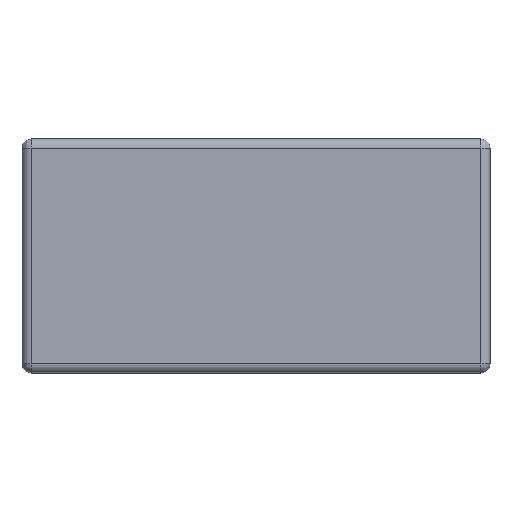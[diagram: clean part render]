
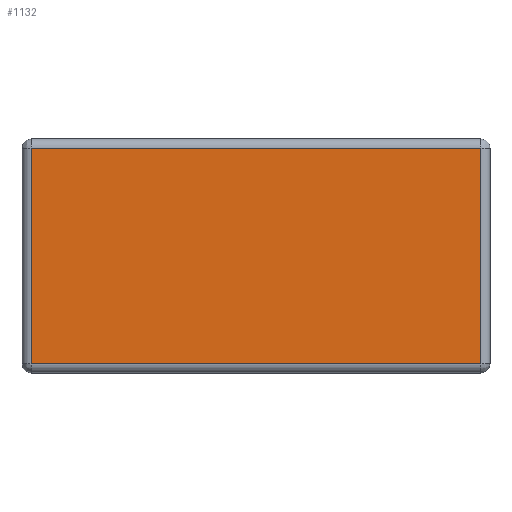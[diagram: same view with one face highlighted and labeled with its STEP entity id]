
A CAD part, top view. The second image highlights one B-rep face of the part: STEP entity #1132.
In plain terms, the highlighted planar face has unit normal (0, 0, 1).
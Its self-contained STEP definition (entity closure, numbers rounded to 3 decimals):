
#888 = VERTEX_POINT('',#889);
#889 = CARTESIAN_POINT('',(24.4,-11.7,10.36));
#898 = VERTEX_POINT('',#899);
#899 = CARTESIAN_POINT('',(24.4,11.7,10.36));
#906 = EDGE_CURVE('',#898,#888,#907,.T.);
#907 = LINE('',#908,#909);
#908 = CARTESIAN_POINT('',(24.4,-12.7,10.36));
#909 = VECTOR('',#910,1.);
#910 = DIRECTION('',(0.,-1.,0.));
#975 = VERTEX_POINT('',#976);
#976 = CARTESIAN_POINT('',(-24.4,11.7,10.36));
#983 = EDGE_CURVE('',#975,#898,#984,.T.);
#984 = LINE('',#985,#986);
#985 = CARTESIAN_POINT('',(-25.4,11.7,10.36));
#986 = VECTOR('',#987,1.);
#987 = DIRECTION('',(1.,0.,0.));
#1024 = VERTEX_POINT('',#1025);
#1025 = CARTESIAN_POINT('',(-24.4,-11.7,10.36));
#1032 = EDGE_CURVE('',#1024,#975,#1033,.T.);
#1033 = LINE('',#1034,#1035);
#1034 = CARTESIAN_POINT('',(-24.4,-12.7,10.36));
#1035 = VECTOR('',#1036,1.);
#1036 = DIRECTION('',(0.,1.,0.));
#1069 = EDGE_CURVE('',#888,#1024,#1070,.T.);
#1070 = LINE('',#1071,#1072);
#1071 = CARTESIAN_POINT('',(-25.4,-11.7,10.36));
#1072 = VECTOR('',#1073,1.);
#1073 = DIRECTION('',(-1.,0.,0.));
#1132 = ADVANCED_FACE('',(#1133),#1139,.F.);
#1133 = FACE_BOUND('',#1134,.T.);
#1134 = EDGE_LOOP('',(#1135,#1136,#1137,#1138));
#1135 = ORIENTED_EDGE('',*,*,#1069,.F.);
#1136 = ORIENTED_EDGE('',*,*,#906,.F.);
#1137 = ORIENTED_EDGE('',*,*,#983,.F.);
#1138 = ORIENTED_EDGE('',*,*,#1032,.F.);
#1139 = PLANE('',#1140);
#1140 = AXIS2_PLACEMENT_3D('',#1141,#1142,#1143);
#1141 = CARTESIAN_POINT('',(-25.4,12.7,10.36));
#1142 = DIRECTION('',(0.,0.,-1.));
#1143 = DIRECTION('',(0.,1.,0.));
